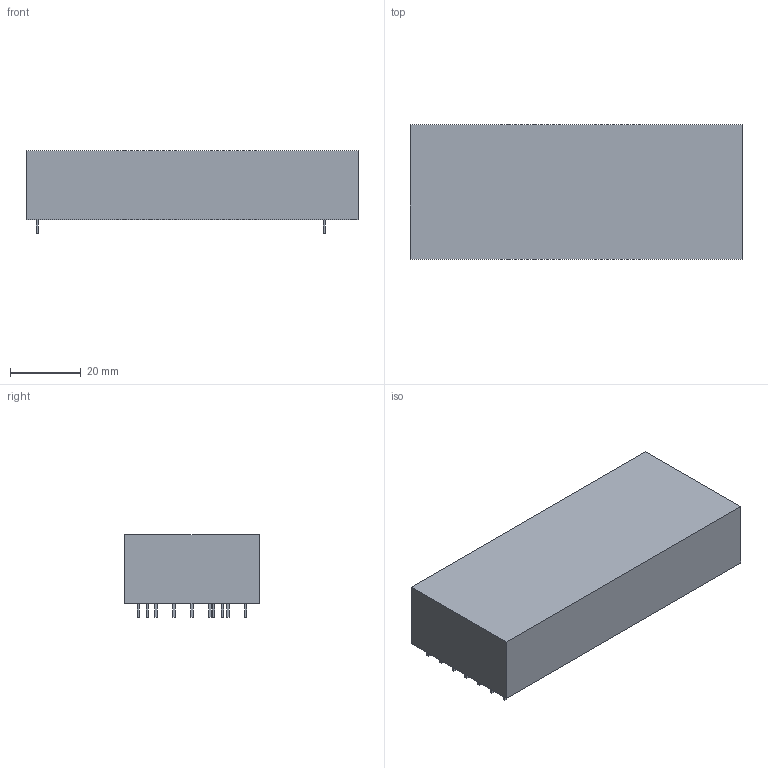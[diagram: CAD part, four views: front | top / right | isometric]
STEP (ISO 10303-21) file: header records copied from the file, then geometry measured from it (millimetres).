
FILE_DESCRIPTION((''),'2;1');
FILE_NAME('DCDC_ULTRAVOLT_C.stp','2016-08-19T16:40:43',(''),(''),'Mechanical Desktop 2011','Mechanical Desktop 2011',', , ');
FILE_SCHEMA(('AUTOMOTIVE_DESIGN { 1 2 10303 214 1 1 1 1 }'));
Length unit declared in the file: millimetre
Products named in the file (1): Product
Bounding box: 93.98 x 38.1 x 23.36 mm (x, y, z)
Volume: 69949.1 mm3; surface area: 12651.9 mm2
Topology: 12 solids, 12 shells, 78 faces, 156 edges, 104 vertices
Faces by surface type: plane 68, bspline 6, cylinder 4
Entity records: 2029 total; most frequent: CARTESIAN_POINT 357, ORIENTED_EDGE 312, DIRECTION 310, EDGE_CURVE 156, VECTOR 148, LINE 148, VERTEX_POINT 104, AXIS2_PLACEMENT_3D 81
